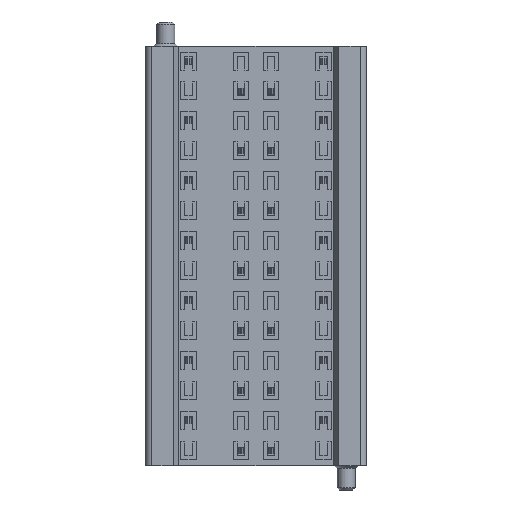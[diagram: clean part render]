
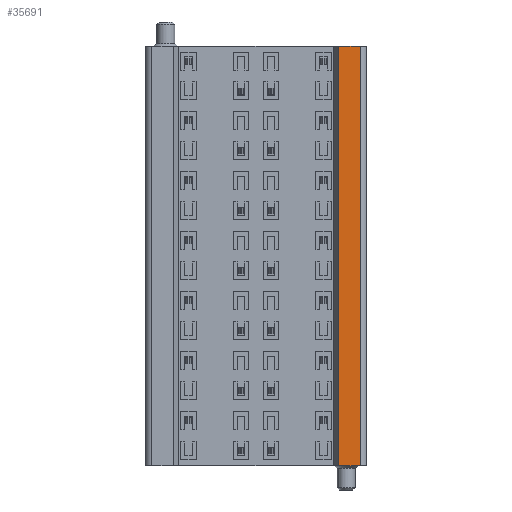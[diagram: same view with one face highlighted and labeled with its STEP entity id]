
A CAD part, front view. The second image highlights one B-rep face of the part: STEP entity #35691.
In plain terms, the highlighted planar face has unit normal (0, -1, 0).
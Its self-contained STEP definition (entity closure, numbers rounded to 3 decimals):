
#7800=DIRECTION('',(0.,0.,1.));
#7801=VECTOR('',#7800,70.);
#7802=CARTESIAN_POINT('',(-1461.157,-3768.091,-55.));
#7803=LINE('',#7802,#7801);
#7804=DIRECTION('',(1.,0.,0.));
#7805=VECTOR('',#7804,3.65);
#7806=CARTESIAN_POINT('',(-1461.157,-3768.091,
15.));
#7807=LINE('',#7806,#7805);
#7808=DIRECTION('',(0.,0.,1.));
#7809=VECTOR('',#7808,70.);
#7810=CARTESIAN_POINT('',(-1457.507,-3768.091,-55.));
#7811=LINE('',#7810,#7809);
#12758=DIRECTION('',(1.,0.,0.));
#12759=VECTOR('',#12758,3.65);
#12760=CARTESIAN_POINT('',(-1461.157,-3768.091,-55.));
#12761=LINE('',#12760,#12759);
#13594=CARTESIAN_POINT('',(-1457.507,-3768.091,
15.));
#13595=VERTEX_POINT('',#13594);
#13596=CARTESIAN_POINT('',(-1461.157,-3768.091,
15.));
#13597=VERTEX_POINT('',#13596);
#16708=CARTESIAN_POINT('',(-1461.157,-3768.091,-55.));
#16709=VERTEX_POINT('',#16708);
#16710=CARTESIAN_POINT('',(-1457.507,-3768.091,-55.));
#16711=VERTEX_POINT('',#16710);
#35677=CARTESIAN_POINT('',(-1457.507,-3768.091,
10.));
#35678=DIRECTION('',(0.,1.,0.));
#35679=DIRECTION('',(-1.,0.,0.));
#35680=AXIS2_PLACEMENT_3D('',#35677,#35678,#35679);
#35681=PLANE('',#35680);
#35683=ORIENTED_EDGE('',*,*,#35682,.F.);
#35685=ORIENTED_EDGE('',*,*,#35684,.F.);
#35686=ORIENTED_EDGE('',*,*,#35660,.T.);
#35688=ORIENTED_EDGE('',*,*,#35687,.T.);
#35689=EDGE_LOOP('',(#35683,#35685,#35686,#35688));
#35690=FACE_OUTER_BOUND('',#35689,.F.);
#35660=EDGE_CURVE('',#16709,#13597,#7803,.T.);
#35682=EDGE_CURVE('',#16711,#13595,#7811,.T.);
#35684=EDGE_CURVE('',#16709,#16711,#12761,.T.);
#35687=EDGE_CURVE('',#13597,#13595,#7807,.T.);
#35691=ADVANCED_FACE('',(#35690),#35681,.F.);
